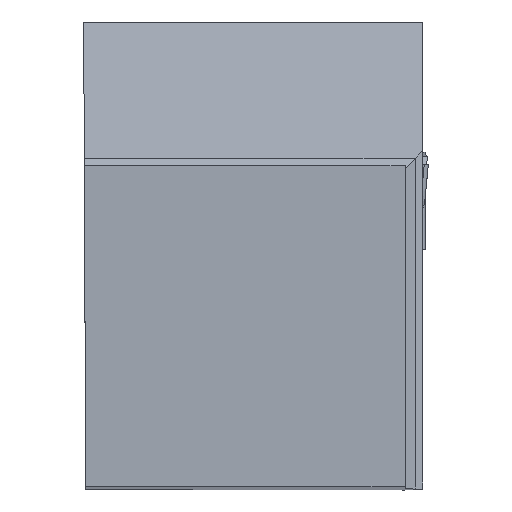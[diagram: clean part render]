
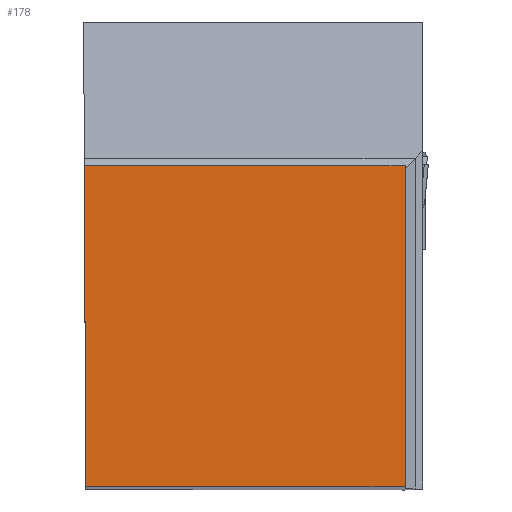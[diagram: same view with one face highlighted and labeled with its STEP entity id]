
A CAD part, top view. The second image highlights one B-rep face of the part: STEP entity #178.
In plain terms, the highlighted planar face has unit normal (0, 0, 1).
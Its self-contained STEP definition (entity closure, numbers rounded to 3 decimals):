
#178=ADVANCED_FACE('BLANK_BOXF006',(#294),#226,.F.);
#226=PLANE('',#1553);
#294=FACE_OUTER_BOUND('',#364,.T.);
#364=EDGE_LOOP('',(#693,#694,#695,#696));
#693=ORIENTED_EDGE('',*,*,#1067,.T.);
#694=ORIENTED_EDGE('',*,*,#1068,.T.);
#695=ORIENTED_EDGE('',*,*,#1063,.T.);
#696=ORIENTED_EDGE('',*,*,#1051,.T.);
#877=VERTEX_POINT('',#2712);
#878=VERTEX_POINT('',#2714);
#886=VERTEX_POINT('',#2737);
#889=VERTEX_POINT('',#2745);
#1051=EDGE_CURVE('',#878,#877,#1197,.T.);
#1063=EDGE_CURVE('',#886,#878,#1207,.T.);
#1067=EDGE_CURVE('',#877,#889,#1211,.T.);
#1068=EDGE_CURVE('',#889,#886,#1212,.T.);
#1197=LINE('',#2713,#1357);
#1207=LINE('',#2736,#1367);
#1211=LINE('',#2744,#1371);
#1212=LINE('',#2746,#1372);
#1357=VECTOR('',#1791,1.);
#1367=VECTOR('',#1811,1.);
#1371=VECTOR('',#1817,1.);
#1372=VECTOR('',#1818,1.);
#1553=AXIS2_PLACEMENT_3D('',#2747,#1819,#1820);
#1791=DIRECTION('',(1.,0.,0.));
#1811=DIRECTION('',(0.004,-1.,0.));
#1817=DIRECTION('',(0.,1.,0.));
#1818=DIRECTION('',(-1.,0.,0.));
#1819=DIRECTION('',(0.,0.,-1.));
#1820=DIRECTION('',(0.,-1.,0.));
#2712=CARTESIAN_POINT('',(15.875,0.,0.));
#2713=CARTESIAN_POINT('',(-100.65,0.,0.));
#2714=CARTESIAN_POINT('',(0.069,0.,0.));
#2736=CARTESIAN_POINT('',(-0.37,100.649,0.));
#2737=CARTESIAN_POINT('',(0.,15.875,0.));
#2744=CARTESIAN_POINT('',(15.875,-100.65,0.));
#2745=CARTESIAN_POINT('',(15.875,15.875,0.));
#2746=CARTESIAN_POINT('',(100.65,15.875,0.));
#2747=CARTESIAN_POINT('',(16.75,-5.,0.));
